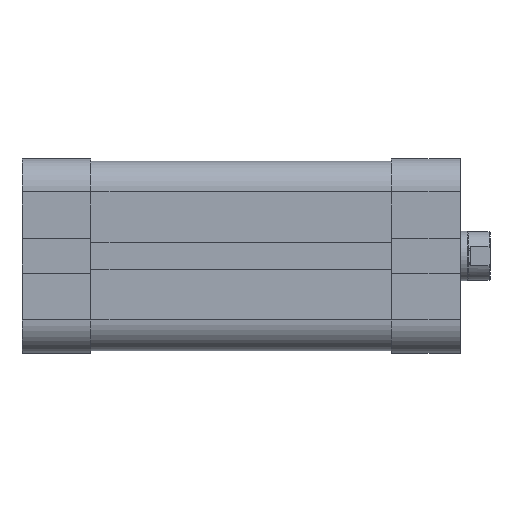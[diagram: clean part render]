
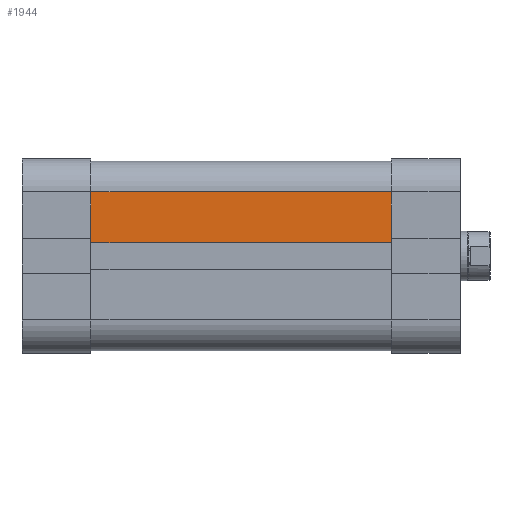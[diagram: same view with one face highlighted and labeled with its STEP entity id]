
A CAD part, top view. The second image highlights one B-rep face of the part: STEP entity #1944.
In plain terms, the highlighted face is planar.
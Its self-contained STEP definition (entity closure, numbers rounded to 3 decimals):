
#61 = VERTEX_POINT ( 'NONE', #151 ) ;
#66 = VERTEX_POINT ( 'NONE', #146 ) ;
#78 = VERTEX_POINT ( 'NONE', #126 ) ;
#126 = CARTESIAN_POINT ( 'NONE',  ( 16.55, 0., -61. ) ) ;
#139 = VERTEX_POINT ( 'NONE', #2102 ) ;
#146 = CARTESIAN_POINT ( 'NONE',  ( 6.25, 0., -61. ) ) ;
#151 = CARTESIAN_POINT ( 'NONE',  ( 16.55, 0., 0. ) ) ;
#1191 = EDGE_CURVE ( 'NONE', #66, #78, #3878, .T. ) ;
#1192 = EDGE_CURVE ( 'NONE', #78, #61, #3910, .T. ) ;
#1193 = EDGE_CURVE ( 'NONE', #139, #61, #3917, .T. ) ;
#1195 = EDGE_CURVE ( 'NONE', #66, #139, #3925, .T. ) ;
#1623 = AXIS2_PLACEMENT_3D ( 'NONE', #6240, #6243, #6244 ) ;
#1944 = ADVANCED_FACE ( 'NONE', ( #4887 ), #6241, .T. ) ;
#2102 = CARTESIAN_POINT ( 'NONE',  ( 6.25, 0., 0. ) ) ;
#3878 = LINE ( 'NONE', #5359, #3903 ) ;
#3903 = VECTOR ( 'NONE', #5361, 1000. ) ;
#3910 = LINE ( 'NONE', #5341, #3913 ) ;
#3913 = VECTOR ( 'NONE', #5365, 1000. ) ;
#3917 = LINE ( 'NONE', #5367, #3919 ) ;
#3919 = VECTOR ( 'NONE', #5369, 1000. ) ;
#3925 = LINE ( 'NONE', #5376, #3927 ) ;
#3927 = VECTOR ( 'NONE', #5378, 1000. ) ;
#4887 = FACE_OUTER_BOUND ( 'NONE', #7080, .T. ) ;
#4949 = ORIENTED_EDGE ( 'NONE', *, *, #1191, .T. ) ;
#4950 = ORIENTED_EDGE ( 'NONE', *, *, #1195, .F. ) ;
#4951 = ORIENTED_EDGE ( 'NONE', *, *, #1193, .F. ) ;
#4952 = ORIENTED_EDGE ( 'NONE', *, *, #1192, .T. ) ;
#5341 = CARTESIAN_POINT ( 'NONE',  ( 16.55, 0., -61. ) ) ;
#5359 = CARTESIAN_POINT ( 'NONE',  ( 6.25, 0., -61. ) ) ;
#5361 = DIRECTION ( 'NONE',  ( 1., 0., 0. ) ) ;
#5365 = DIRECTION ( 'NONE',  ( 0., 0., 1. ) ) ;
#5367 = CARTESIAN_POINT ( 'NONE',  ( 6.25, 0., 0. ) ) ;
#5369 = DIRECTION ( 'NONE',  ( 1., 0., 0. ) ) ;
#5376 = CARTESIAN_POINT ( 'NONE',  ( 6.25, 0., -61. ) ) ;
#5378 = DIRECTION ( 'NONE',  ( 0., 0., 1. ) ) ;
#6240 = CARTESIAN_POINT ( 'NONE',  ( 6.25, 0., -61. ) ) ;
#6241 = PLANE ( 'NONE',  #1623 ) ;
#6243 = DIRECTION ( 'NONE',  ( 0., -1., 0. ) ) ;
#6244 = DIRECTION ( 'NONE',  ( 0., 0., -1. ) ) ;
#7080 = EDGE_LOOP ( 'NONE', ( #4952, #4951, #4950, #4949 ) ) ;
